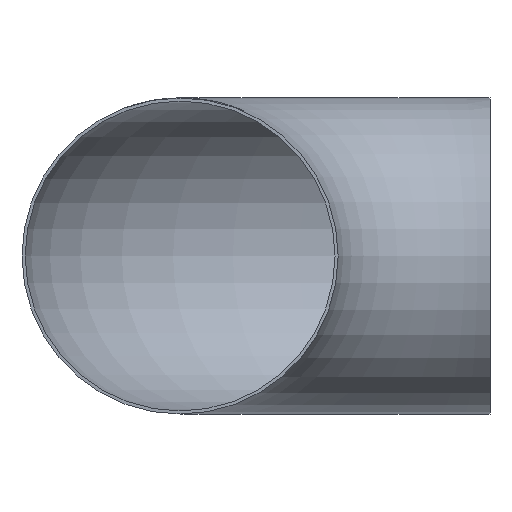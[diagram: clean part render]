
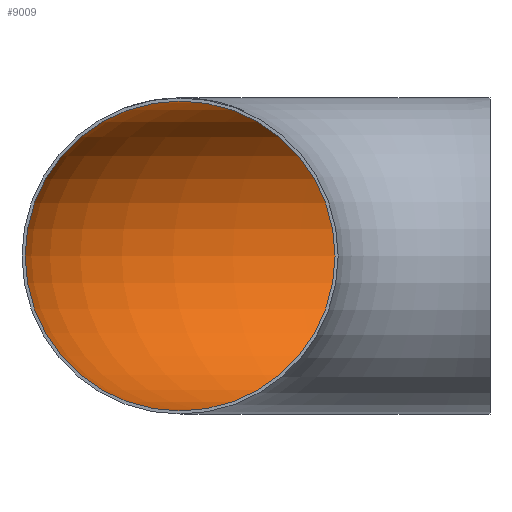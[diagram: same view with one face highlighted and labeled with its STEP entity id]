
A CAD part, front view. The second image highlights one B-rep face of the part: STEP entity #9009.
In plain terms, the highlighted toroidal (fillet/blend) face has major radius 300 mm and minor radius 150 mm.
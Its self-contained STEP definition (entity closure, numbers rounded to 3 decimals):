
#138 = CIRCLE ( 'NONE', #6416, 150. ) ;
#2286 = DIRECTION ( 'NONE',  ( 0., 0., 1. ) ) ;
#2324 = FACE_OUTER_BOUND ( 'NONE', #26428, .T. ) ;
#3103 = EDGE_CURVE ( 'NONE', #35285, #35285, #138, .T. ) ;
#4664 = CARTESIAN_POINT ( 'NONE',  ( 0., 300., 0. ) ) ;
#5200 = CIRCLE ( 'NONE', #8972, 150. ) ;
#5597 = EDGE_CURVE ( 'NONE', #32554, #32554, #5200, .T. ) ;
#5635 = CARTESIAN_POINT ( 'NONE',  ( -300., 0., 150. ) ) ;
#6416 = AXIS2_PLACEMENT_3D ( 'NONE', #4664, #28836, #34331 ) ;
#7752 = ORIENTED_EDGE ( 'NONE', *, *, #5597, .F. ) ;
#8269 = ORIENTED_EDGE ( 'NONE', *, *, #3103, .T. ) ;
#8584 = CARTESIAN_POINT ( 'NONE',  ( 0., 450., 0. ) ) ;
#8972 = AXIS2_PLACEMENT_3D ( 'NONE', #17254, #29230, #2286 ) ;
#9009 = ADVANCED_FACE ( 'NONE', ( #10977, #2324 ), #10897, .F. ) ;
#10897 = TOROIDAL_SURFACE ( 'NONE', #15931, 300., 150. ) ;
#10977 = FACE_OUTER_BOUND ( 'NONE', #37714, .T. ) ;
#15931 = AXIS2_PLACEMENT_3D ( 'NONE', #23164, #20224, #29844 ) ;
#17254 = CARTESIAN_POINT ( 'NONE',  ( -300., 0., 0. ) ) ;
#20224 = DIRECTION ( 'NONE',  ( 0., 0., -1. ) ) ;
#23164 = CARTESIAN_POINT ( 'NONE',  ( 0., 0., 0. ) ) ;
#26428 = EDGE_LOOP ( 'NONE', ( #7752 ) ) ;
#28836 = DIRECTION ( 'NONE',  ( 1., 0., 0. ) ) ;
#29230 = DIRECTION ( 'NONE',  ( 0., 1., 0. ) ) ;
#29844 = DIRECTION ( 'NONE',  ( -1., 0., 0. ) ) ;
#32554 = VERTEX_POINT ( 'NONE', #5635 ) ;
#34331 = DIRECTION ( 'NONE',  ( 0., 1., 0. ) ) ;
#35285 = VERTEX_POINT ( 'NONE', #8584 ) ;
#37714 = EDGE_LOOP ( 'NONE', ( #8269 ) ) ;
